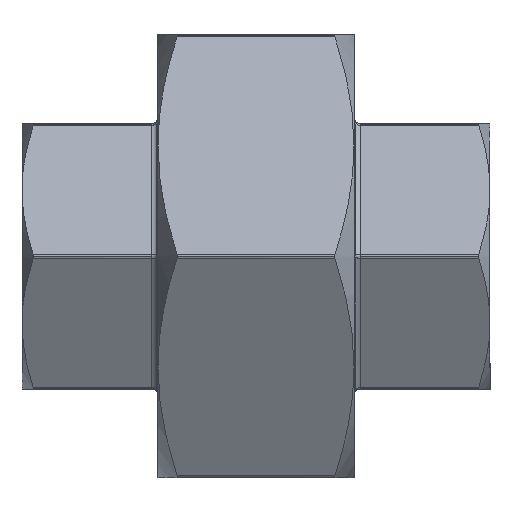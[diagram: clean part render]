
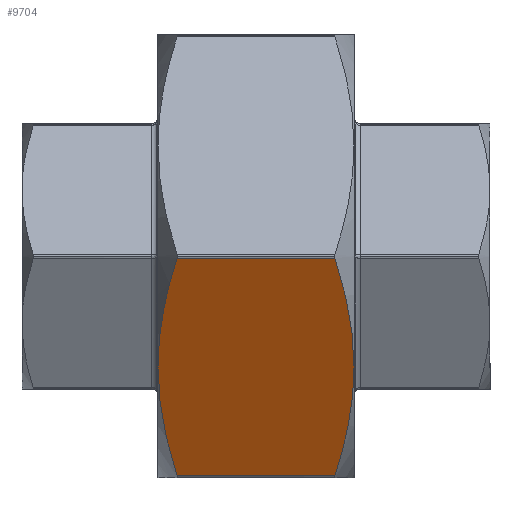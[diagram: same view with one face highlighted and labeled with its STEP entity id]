
A CAD part, front view. The second image highlights one B-rep face of the part: STEP entity #9704.
In plain terms, the highlighted planar face has unit normal (0, -0.866, -0.5).
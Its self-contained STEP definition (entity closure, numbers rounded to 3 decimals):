
#918 = CARTESIAN_POINT ( 'NONE',  ( 7.75, -17.465, -4.75 ) ) ;
#929 = CARTESIAN_POINT ( 'NONE',  ( 7.75, -15.155, -8.75 ) ) ;
#1001 = EDGE_CURVE ( 'NONE', #1281, #12096, #5367, .T. ) ;
#1281 = VERTEX_POINT ( 'NONE', #7025 ) ;
#2118 = PLANE ( 'NONE',  #7361 ) ;
#2169 = CARTESIAN_POINT ( 'NONE',  ( 7.75, -15.155, -8.75 ) ) ;
#2553 = FACE_OUTER_BOUND ( 'NONE', #10509, .T. ) ;
#2802 = CARTESIAN_POINT ( 'NONE',  ( -7.75, -17.465, -4.75 ) ) ;
#3379 = DIRECTION ( 'NONE',  ( 0., -0.5, 0.866 ) ) ;
#3610 =( BOUNDED_CURVE ( )  B_SPLINE_CURVE ( 2, ( #7675, #2802, #6549 ),
 .UNSPECIFIED., .F., .F. ) 
 B_SPLINE_CURVE_WITH_KNOTS ( ( 3, 3 ),
 ( 0.422, 1.491 ),
 .UNSPECIFIED. ) 
 CURVE ( )  GEOMETRIC_REPRESENTATION_ITEM ( )  RATIONAL_B_SPLINE_CURVE ( ( 1.029, 1.052, 1. ) ) 
 REPRESENTATION_ITEM ( '' )  );
#4328 = ORIENTED_EDGE ( 'NONE', *, *, #15712, .T. ) ;
#4569 = EDGE_CURVE ( 'NONE', #1281, #12009, #8628, .T. ) ;
#4813 = CARTESIAN_POINT ( 'NONE',  ( 0., -10.104, -17.5 ) ) ;
#4891 = CARTESIAN_POINT ( 'NONE',  ( 7.75, -12.846, -12.75 ) ) ;
#5017 = CARTESIAN_POINT ( 'NONE',  ( -7.75, -12.846, -12.75 ) ) ;
#5178 = VERTEX_POINT ( 'NONE', #16420 ) ;
#5228 = VECTOR ( 'NONE', #7247, 1000. ) ;
#5367 =( BOUNDED_CURVE ( )  B_SPLINE_CURVE ( 2, ( #12605, #4891, #13807 ),
 .UNSPECIFIED., .F., .T. ) 
 B_SPLINE_CURVE_WITH_KNOTS ( ( 3, 3 ),
 ( 0.422, 1.491 ),
 .UNSPECIFIED. ) 
 CURVE ( )  GEOMETRIC_REPRESENTATION_ITEM ( )  RATIONAL_B_SPLINE_CURVE ( ( 1.029, 1.052, 1. ) ) 
 REPRESENTATION_ITEM ( '' )  );
#5567 = CARTESIAN_POINT ( 'NONE',  ( 0., -20.121, -0.15 ) ) ;
#5607 = ORIENTED_EDGE ( 'NONE', *, *, #1001, .T. ) ;
#5725 = DIRECTION ( 'NONE',  ( 1., 0., 0. ) ) ;
#6549 = CARTESIAN_POINT ( 'NONE',  ( -7.75, -15.155, -8.75 ) ) ;
#6593 =( BOUNDED_CURVE ( )  B_SPLINE_CURVE ( 2, ( #2169, #918, #8524 ),
 .UNSPECIFIED., .F., .F. ) 
 B_SPLINE_CURVE_WITH_KNOTS ( ( 3, 3 ),
 ( 1.491, 2.56 ),
 .UNSPECIFIED. ) 
 CURVE ( )  GEOMETRIC_REPRESENTATION_ITEM ( )  RATIONAL_B_SPLINE_CURVE ( ( 1., 1.052, 1.029 ) ) 
 REPRESENTATION_ITEM ( '' )  );
#7025 = CARTESIAN_POINT ( 'NONE',  ( 6.237, -10.19, -17.35 ) ) ;
#7235 = DIRECTION ( 'NONE',  ( 0., -0.866, -0.5 ) ) ;
#7247 = DIRECTION ( 'NONE',  ( -1., 0., 0. ) ) ;
#7361 = AXIS2_PLACEMENT_3D ( 'NONE', #4813, #7235, #3379 ) ;
#7675 = CARTESIAN_POINT ( 'NONE',  ( -6.237, -20.121, -0.15 ) ) ;
#8524 = CARTESIAN_POINT ( 'NONE',  ( 6.237, -20.121, -0.15 ) ) ;
#8581 = CARTESIAN_POINT ( 'NONE',  ( 0., -10.19, -17.35 ) ) ;
#8616 = VERTEX_POINT ( 'NONE', #9324 ) ;
#8628 = LINE ( 'NONE', #8581, #5228 ) ;
#9324 = CARTESIAN_POINT ( 'NONE',  ( 6.237, -20.121, -0.15 ) ) ;
#9704 = ADVANCED_FACE ( 'NONE', ( #2553 ), #2118, .T. ) ;
#9743 = EDGE_CURVE ( 'NONE', #12096, #8616, #6593, .T. ) ;
#9773 = ORIENTED_EDGE ( 'NONE', *, *, #4569, .F. ) ;
#9790 = LINE ( 'NONE', #5567, #9965 ) ;
#9965 = VECTOR ( 'NONE', #5725, 1000. ) ;
#10080 = ORIENTED_EDGE ( 'NONE', *, *, #15942, .F. ) ;
#10509 = EDGE_LOOP ( 'NONE', ( #9773, #5607, #13456, #10080, #12767, #4328 ) ) ;
#10553 = CARTESIAN_POINT ( 'NONE',  ( -6.237, -10.19, -17.35 ) ) ;
#11014 = VERTEX_POINT ( 'NONE', #15426 ) ;
#11278 = CARTESIAN_POINT ( 'NONE',  ( -6.237, -10.19, -17.35 ) ) ;
#11324 = CARTESIAN_POINT ( 'NONE',  ( -7.75, -15.155, -8.75 ) ) ;
#12009 = VERTEX_POINT ( 'NONE', #10553 ) ;
#12096 = VERTEX_POINT ( 'NONE', #929 ) ;
#12605 = CARTESIAN_POINT ( 'NONE',  ( 6.237, -10.19, -17.35 ) ) ;
#12767 = ORIENTED_EDGE ( 'NONE', *, *, #14230, .T. ) ;
#13456 = ORIENTED_EDGE ( 'NONE', *, *, #9743, .T. ) ;
#13807 = CARTESIAN_POINT ( 'NONE',  ( 7.75, -15.155, -8.75 ) ) ;
#14230 = EDGE_CURVE ( 'NONE', #5178, #11014, #3610, .T. ) ;
#15083 =( BOUNDED_CURVE ( )  B_SPLINE_CURVE ( 2, ( #11324, #5017, #11278 ),
 .UNSPECIFIED., .F., .F. ) 
 B_SPLINE_CURVE_WITH_KNOTS ( ( 3, 3 ),
 ( 1.491, 2.56 ),
 .UNSPECIFIED. ) 
 CURVE ( )  GEOMETRIC_REPRESENTATION_ITEM ( )  RATIONAL_B_SPLINE_CURVE ( ( 1., 1.052, 1.029 ) ) 
 REPRESENTATION_ITEM ( '' )  );
#15426 = CARTESIAN_POINT ( 'NONE',  ( -7.75, -15.155, -8.75 ) ) ;
#15712 = EDGE_CURVE ( 'NONE', #11014, #12009, #15083, .T. ) ;
#15942 = EDGE_CURVE ( 'NONE', #5178, #8616, #9790, .T. ) ;
#16420 = CARTESIAN_POINT ( 'NONE',  ( -6.237, -20.121, -0.15 ) ) ;
